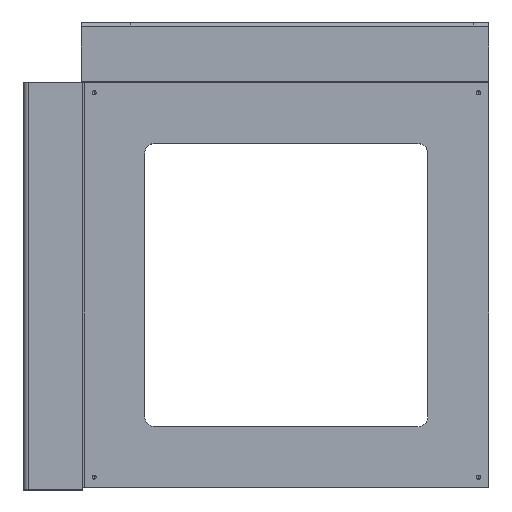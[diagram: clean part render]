
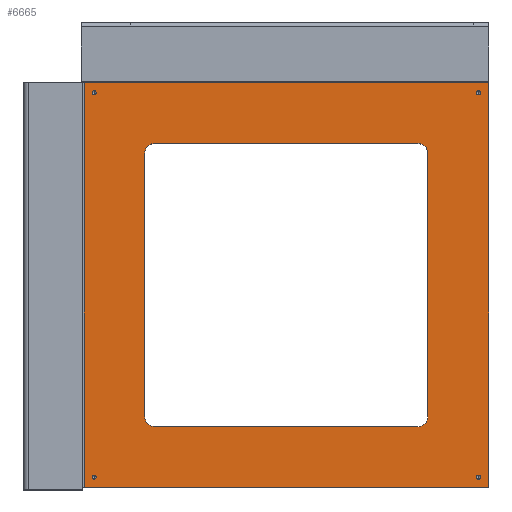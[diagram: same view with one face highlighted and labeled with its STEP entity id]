
A CAD part, top view. The second image highlights one B-rep face of the part: STEP entity #6665.
In plain terms, the highlighted planar face has unit normal (0, 0, 1).
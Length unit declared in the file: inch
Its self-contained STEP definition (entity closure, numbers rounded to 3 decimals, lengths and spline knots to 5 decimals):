
#5207=CARTESIAN_POINT('',(-9.3965,-9.5,0.78));
#5208=VERTEX_POINT('',#5207);
#5224=CARTESIAN_POINT('',(-9.6035,-9.5,0.78));
#5225=VERTEX_POINT('',#5224);
#5232=CARTESIAN_POINT('',(-9.5,-9.5,0.78));
#5233=DIRECTION('',(0.0,0.0,-1.0));
#5234=DIRECTION('',(1.0,0.0,0.0));
#5235=AXIS2_PLACEMENT_3D('',#5232,#5233,#5234);
#5236=CIRCLE('',#5235,0.1035);
#5237=EDGE_CURVE('',#5208,#5225,#5236,.T.);
#5320=CARTESIAN_POINT('',(9.6035,-9.5,0.78));
#5321=VERTEX_POINT('',#5320);
#5337=CARTESIAN_POINT('',(9.3965,-9.5,0.78));
#5338=VERTEX_POINT('',#5337);
#5345=CARTESIAN_POINT('',(9.5,-9.5,0.78));
#5346=DIRECTION('',(0.0,0.0,-1.0));
#5347=DIRECTION('',(1.0,0.0,0.0));
#5348=AXIS2_PLACEMENT_3D('',#5345,#5346,#5347);
#5349=CIRCLE('',#5348,0.1035);
#5350=EDGE_CURVE('',#5321,#5338,#5349,.T.);
#5433=CARTESIAN_POINT('',(-9.3965,9.5,0.78));
#5434=VERTEX_POINT('',#5433);
#5450=CARTESIAN_POINT('',(-9.6035,9.5,0.78));
#5451=VERTEX_POINT('',#5450);
#5458=CARTESIAN_POINT('',(-9.5,9.5,0.78));
#5459=DIRECTION('',(0.0,0.0,-1.0));
#5460=DIRECTION('',(1.0,0.0,0.0));
#5461=AXIS2_PLACEMENT_3D('',#5458,#5459,#5460);
#5462=CIRCLE('',#5461,0.1035);
#5463=EDGE_CURVE('',#5434,#5451,#5462,.T.);
#5546=CARTESIAN_POINT('',(9.6035,9.5,0.78));
#5547=VERTEX_POINT('',#5546);
#5563=CARTESIAN_POINT('',(9.3965,9.5,0.78));
#5564=VERTEX_POINT('',#5563);
#5571=CARTESIAN_POINT('',(9.5,9.5,0.78));
#5572=DIRECTION('',(0.0,0.0,-1.0));
#5573=DIRECTION('',(1.0,0.0,0.0));
#5574=AXIS2_PLACEMENT_3D('',#5571,#5572,#5573);
#5575=CIRCLE('',#5574,0.1035);
#5576=EDGE_CURVE('',#5547,#5564,#5575,.T.);
#5636=CARTESIAN_POINT('',(6.85355,-6.85355,0.78));
#5637=VERTEX_POINT('',#5636);
#5646=CARTESIAN_POINT('',(7.,-6.5,0.78));
#5647=VERTEX_POINT('',#5646);
#5648=CARTESIAN_POINT('',(6.5,-6.5,0.78));
#5649=DIRECTION('',(0.0,0.0,1.));
#5650=DIRECTION('',(0.707,-0.707,0.0));
#5651=AXIS2_PLACEMENT_3D('',#5648,#5649,#5650);
#5652=CIRCLE('',#5651,0.5);
#5653=EDGE_CURVE('',#5637,#5647,#5652,.T.);
#5678=CARTESIAN_POINT('',(-6.85355,6.85355,0.78));
#5679=VERTEX_POINT('',#5678);
#5688=CARTESIAN_POINT('',(-7.,6.5,0.78));
#5689=VERTEX_POINT('',#5688);
#5690=CARTESIAN_POINT('',(-6.5,6.5,0.78));
#5691=DIRECTION('',(0.0,0.0,1.));
#5692=DIRECTION('',(-0.707,0.707,0.0));
#5693=AXIS2_PLACEMENT_3D('',#5690,#5691,#5692);
#5694=CIRCLE('',#5693,0.5);
#5695=EDGE_CURVE('',#5679,#5689,#5694,.T.);
#5720=CARTESIAN_POINT('',(-6.85355,-6.85355,0.78));
#5721=VERTEX_POINT('',#5720);
#5730=CARTESIAN_POINT('',(-6.5,-7.,0.78));
#5731=VERTEX_POINT('',#5730);
#5732=CARTESIAN_POINT('',(-6.5,-6.5,0.78));
#5733=DIRECTION('',(0.,0.,1.));
#5734=DIRECTION('',(-0.707,-0.707,0.));
#5735=AXIS2_PLACEMENT_3D('',#5732,#5733,#5734);
#5736=CIRCLE('',#5735,0.5);
#5737=EDGE_CURVE('',#5721,#5731,#5736,.T.);
#5762=CARTESIAN_POINT('',(6.85355,6.85355,0.78));
#5763=VERTEX_POINT('',#5762);
#5772=CARTESIAN_POINT('',(6.5,7.,0.78));
#5773=VERTEX_POINT('',#5772);
#5774=CARTESIAN_POINT('',(6.5,6.5,0.78));
#5775=DIRECTION('',(0.,0.,1.));
#5776=DIRECTION('',(0.707,0.707,0.));
#5777=AXIS2_PLACEMENT_3D('',#5774,#5775,#5776);
#5778=CIRCLE('',#5777,0.5);
#5779=EDGE_CURVE('',#5763,#5773,#5778,.T.);
#5814=CARTESIAN_POINT('',(7.,6.5,0.78));
#5815=VERTEX_POINT('',#5814);
#5822=CARTESIAN_POINT('',(6.5,6.5,0.78));
#5823=DIRECTION('',(0.,0.,1.));
#5824=DIRECTION('',(0.707,0.707,0.));
#5825=AXIS2_PLACEMENT_3D('',#5822,#5823,#5824);
#5826=CIRCLE('',#5825,0.5);
#5827=EDGE_CURVE('',#5815,#5763,#5826,.T.);
#5838=CARTESIAN_POINT('',(-6.5,7.,0.78));
#5839=VERTEX_POINT('',#5838);
#5840=CARTESIAN_POINT('',(-6.5,7.,0.78));
#5841=DIRECTION('',(1.0,0.0,0.0));
#5842=VECTOR('',#5841,13.);
#5843=LINE('',#5840,#5842);
#5844=EDGE_CURVE('',#5839,#5773,#5843,.T.);
#5878=CARTESIAN_POINT('',(-7.,-6.5,0.78));
#5879=VERTEX_POINT('',#5878);
#5886=CARTESIAN_POINT('',(-6.5,-6.5,0.78));
#5887=DIRECTION('',(0.,0.,1.));
#5888=DIRECTION('',(-0.707,-0.707,0.));
#5889=AXIS2_PLACEMENT_3D('',#5886,#5887,#5888);
#5890=CIRCLE('',#5889,0.5);
#5891=EDGE_CURVE('',#5879,#5721,#5890,.T.);
#5902=CARTESIAN_POINT('',(6.5,-7.,0.78));
#5903=VERTEX_POINT('',#5902);
#5904=CARTESIAN_POINT('',(6.5,-7.,0.78));
#5905=DIRECTION('',(-1.0,0.0,0.0));
#5906=VECTOR('',#5905,13.0);
#5907=LINE('',#5904,#5906);
#5908=EDGE_CURVE('',#5903,#5731,#5907,.T.);
#5941=CARTESIAN_POINT('',(-6.5,6.5,0.78));
#5942=DIRECTION('',(0.0,0.0,1.));
#5943=DIRECTION('',(-0.707,0.707,0.0));
#5944=AXIS2_PLACEMENT_3D('',#5941,#5942,#5943);
#5945=CIRCLE('',#5944,0.5);
#5946=EDGE_CURVE('',#5839,#5679,#5945,.T.);
#5964=CARTESIAN_POINT('',(-7.,-6.5,0.78));
#5965=DIRECTION('',(0.0,1.0,0.0));
#5966=VECTOR('',#5965,13.);
#5967=LINE('',#5964,#5966);
#5968=EDGE_CURVE('',#5879,#5689,#5967,.T.);
#5987=CARTESIAN_POINT('',(6.5,-6.5,0.78));
#5988=DIRECTION('',(0.0,0.0,1.));
#5989=DIRECTION('',(0.707,-0.707,0.0));
#5990=AXIS2_PLACEMENT_3D('',#5987,#5988,#5989);
#5991=CIRCLE('',#5990,0.5);
#5992=EDGE_CURVE('',#5903,#5637,#5991,.T.);
#6010=CARTESIAN_POINT('',(7.,6.5,0.78));
#6011=DIRECTION('',(0.0,-1.0,0.0));
#6012=VECTOR('',#6011,13.);
#6013=LINE('',#6010,#6012);
#6014=EDGE_CURVE('',#5815,#5647,#6013,.T.);
#6078=CARTESIAN_POINT('',(9.5,9.5,0.78));
#6079=DIRECTION('',(0.0,0.0,-1.0));
#6080=DIRECTION('',(1.0,0.0,0.0));
#6081=AXIS2_PLACEMENT_3D('',#6078,#6079,#6080);
#6082=CIRCLE('',#6081,0.1035);
#6083=EDGE_CURVE('',#5564,#5547,#6082,.T.);
#6149=CARTESIAN_POINT('',(-9.5,9.5,0.78));
#6150=DIRECTION('',(0.0,0.0,-1.0));
#6151=DIRECTION('',(1.0,0.0,0.0));
#6152=AXIS2_PLACEMENT_3D('',#6149,#6150,#6151);
#6153=CIRCLE('',#6152,0.1035);
#6154=EDGE_CURVE('',#5451,#5434,#6153,.T.);
#6220=CARTESIAN_POINT('',(9.5,-9.5,0.78));
#6221=DIRECTION('',(0.0,0.0,-1.0));
#6222=DIRECTION('',(1.0,0.0,0.0));
#6223=AXIS2_PLACEMENT_3D('',#6220,#6221,#6222);
#6224=CIRCLE('',#6223,0.1035);
#6225=EDGE_CURVE('',#5338,#5321,#6224,.T.);
#6291=CARTESIAN_POINT('',(-9.5,-9.5,0.78));
#6292=DIRECTION('',(0.0,0.0,-1.0));
#6293=DIRECTION('',(1.0,0.0,0.0));
#6294=AXIS2_PLACEMENT_3D('',#6291,#6292,#6293);
#6295=CIRCLE('',#6294,0.1035);
#6296=EDGE_CURVE('',#5225,#5208,#6295,.T.);
#6579=CARTESIAN_POINT('',(10.0,10.,0.78));
#6580=VERTEX_POINT('',#6579);
#6587=CARTESIAN_POINT('',(10.0,-10.,0.78));
#6588=VERTEX_POINT('',#6587);
#6589=CARTESIAN_POINT('',(10.0,-10.,0.78));
#6590=DIRECTION('',(0.0,1.0,0.0));
#6591=VECTOR('',#6590,20.0);
#6592=LINE('',#6589,#6591);
#6593=EDGE_CURVE('',#6588,#6580,#6592,.T.);
#6605=CARTESIAN_POINT('',(10.0,-10.,0.78));
#6606=DIRECTION('',(0.0,0.0,1.0));
#6607=DIRECTION('',(1.0,0.0,0.0));
#6608=AXIS2_PLACEMENT_3D('',#6605,#6606,#6607);
#6609=PLANE('',#6608);
#6610=CARTESIAN_POINT('',(-10.0,10.,0.78));
#6611=VERTEX_POINT('',#6610);
#6612=CARTESIAN_POINT('',(10.0,10.,0.78));
#6613=DIRECTION('',(-1.0,0.0,0.0));
#6614=VECTOR('',#6613,20.0);
#6615=LINE('',#6612,#6614);
#6616=EDGE_CURVE('',#6580,#6611,#6615,.T.);
#6617=ORIENTED_EDGE('',*,*,#6616,.T.);
#6618=CARTESIAN_POINT('',(-10.0,-10.,0.78));
#6619=VERTEX_POINT('',#6618);
#6620=CARTESIAN_POINT('',(-10.0,-10.,0.78));
#6621=DIRECTION('',(0.0,1.0,0.0));
#6622=VECTOR('',#6621,20.0);
#6623=LINE('',#6620,#6622);
#6624=EDGE_CURVE('',#6619,#6611,#6623,.T.);
#6625=ORIENTED_EDGE('',*,*,#6624,.F.);
#6626=CARTESIAN_POINT('',(10.0,-10.,0.78));
#6627=DIRECTION('',(-1.0,0.0,0.0));
#6628=VECTOR('',#6627,20.0);
#6629=LINE('',#6626,#6628);
#6630=EDGE_CURVE('',#6588,#6619,#6629,.T.);
#6631=ORIENTED_EDGE('',*,*,#6630,.F.);
#6632=ORIENTED_EDGE('',*,*,#6593,.T.);
#6633=EDGE_LOOP('',(#6617,#6625,#6631,#6632));
#6634=FACE_OUTER_BOUND('',#6633,.T.);
#6635=ORIENTED_EDGE('',*,*,#6014,.T.);
#6636=ORIENTED_EDGE('',*,*,#5653,.F.);
#6637=ORIENTED_EDGE('',*,*,#5992,.F.);
#6638=ORIENTED_EDGE('',*,*,#5908,.T.);
#6639=ORIENTED_EDGE('',*,*,#5737,.F.);
#6640=ORIENTED_EDGE('',*,*,#5891,.F.);
#6641=ORIENTED_EDGE('',*,*,#5968,.T.);
#6642=ORIENTED_EDGE('',*,*,#5695,.F.);
#6643=ORIENTED_EDGE('',*,*,#5946,.F.);
#6644=ORIENTED_EDGE('',*,*,#5844,.T.);
#6645=ORIENTED_EDGE('',*,*,#5779,.F.);
#6646=ORIENTED_EDGE('',*,*,#5827,.F.);
#6647=EDGE_LOOP('',(#6635,#6636,#6637,#6638,#6639,#6640,#6641,#6642,#6643,#6644,#6645,#6646));
#6648=FACE_BOUND('',#6647,.T.);
#6649=ORIENTED_EDGE('',*,*,#5576,.T.);
#6650=ORIENTED_EDGE('',*,*,#6083,.T.);
#6651=EDGE_LOOP('',(#6649,#6650));
#6652=FACE_BOUND('',#6651,.T.);
#6653=ORIENTED_EDGE('',*,*,#5463,.T.);
#6654=ORIENTED_EDGE('',*,*,#6154,.T.);
#6655=EDGE_LOOP('',(#6653,#6654));
#6656=FACE_BOUND('',#6655,.T.);
#6657=ORIENTED_EDGE('',*,*,#5350,.T.);
#6658=ORIENTED_EDGE('',*,*,#6225,.T.);
#6659=EDGE_LOOP('',(#6657,#6658));
#6660=FACE_BOUND('',#6659,.T.);
#6661=ORIENTED_EDGE('',*,*,#5237,.T.);
#6662=ORIENTED_EDGE('',*,*,#6296,.T.);
#6663=EDGE_LOOP('',(#6661,#6662));
#6664=FACE_BOUND('',#6663,.T.);
#6665=ADVANCED_FACE('',(#6634,#6648,#6652,#6656,#6660,#6664),#6609,.T.);
